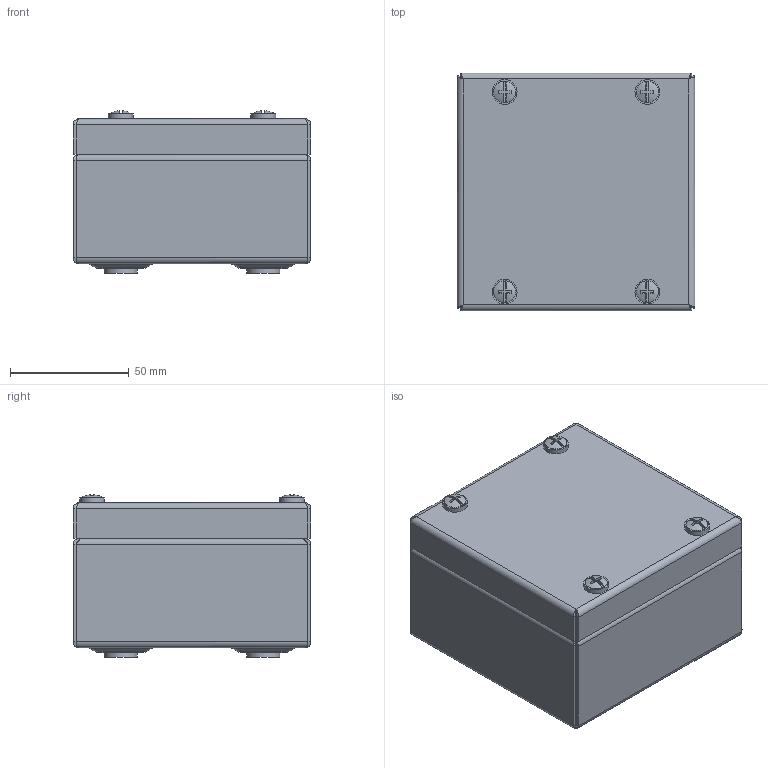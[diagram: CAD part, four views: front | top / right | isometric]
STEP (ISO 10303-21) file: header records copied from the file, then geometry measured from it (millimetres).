
FILE_DESCRIPTION (( 'STEP AP214' ), '1' );
FILE_NAME ('37101006.STEP', '2018-08-21T09:43:10', ( 'Macha' ), ( 'Hewlett-Packard Company' ), 'SwSTEP 2.0', 'SolidWorks 2018', '' );
FILE_SCHEMA (( 'AUTOMOTIVE_DESIGN' ));
Length unit declared in the file: millimetre
Products named in the file (13): 37101006; 42016; 86003_Bl.1,25; 41070; 93216; 93379; 56087_Silicon Dichtung; 94753; 92081; 82410_37101006; 42107; 56069; 42024
Assembly tree (26 placements, depth 3):
  37101006
    56069
      42016
      86003_Bl.1,25  x4
      42107  x2
    56087_Silicon Dichtung
      42024
      82410_37101006
      41070  x4
      93216  x4
      93379
    94753  x4
    92081  x2
Bounding box: 100 x 100 x 68.36 mm (x, y, z)
Volume: 101160.1 mm3; surface area: 128592.8 mm2
Topology: 24 solids, 24 shells, 793 faces, 1696 edges, 998 vertices
Faces by surface type: plane 403, cylinder 222, bspline 80, cone 44, sphere 24, torus 20
Full cylindrical faces by diameter (mm): 3.3 x2, 4.2 x4, 4.7 x2, 5 x6, 5.9 x4, 6 x1, 7 x12, 8 x10, 8.5 x4, 9 x4, 10 x8, 10.4 x4, 12 x1, 14 x4
Entity records: 15897 total; most frequent: CARTESIAN_POINT 4985, ORIENTED_EDGE 2036, DIRECTION 2010, EDGE_CURVE 1018, AXIS2_PLACEMENT_3D 711, VERTEX_POINT 606, EDGE_LOOP 594, LINE 588
